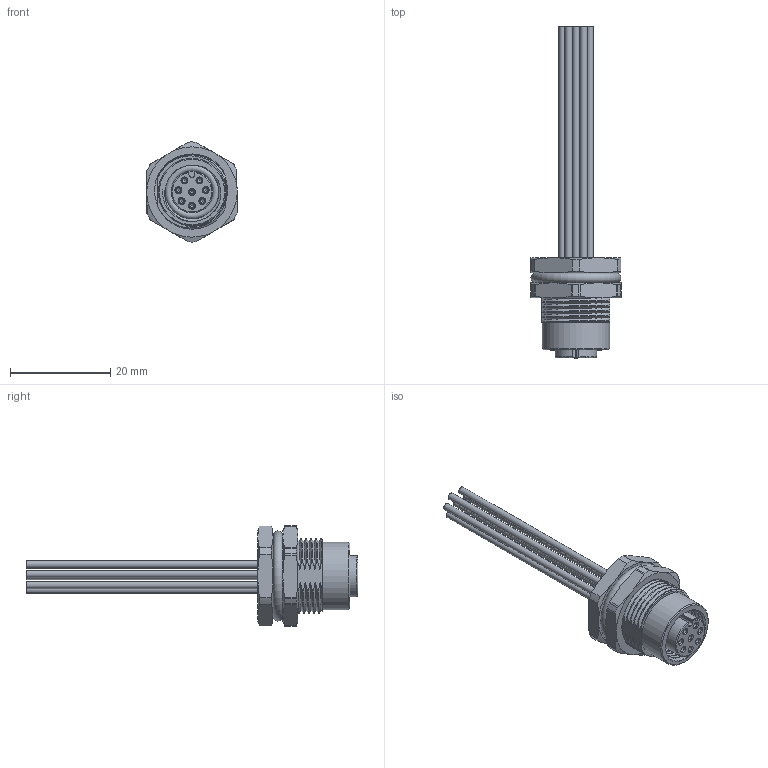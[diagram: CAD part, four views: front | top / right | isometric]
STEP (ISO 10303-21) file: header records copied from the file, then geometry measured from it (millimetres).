
FILE_DESCRIPTION(/* description */ ('Unknown'),/* implementation_level */ '2;1');
FILE_NAME(/* name */ '643462100608',/* time_stamp */ '2025-05-27T14:49:56+02:00',/* author */ ('Unknown'),/* organization */ ('Unknown'),/* preprocessor_version */ 'ST-DEVELOPER v19.4',/* originating_system */ 'Solid Edge',/* authorisation */ 'Unknown');
FILE_SCHEMA (('AUTOMOTIVE_DESIGN {1 0 10303 214 3 1 1}'));
Length unit declared in the file: millimetre
Products named in the file (17): 6434621006xx_With Cable; 6434621006xx; 6432601006xx_housing; 643260100608; 643xx01004xx_Seal_outer; 643xx01006xx_Nut; 643xx01004xx_Seal_inner; 643120100408_Pin; 6431601006xx_Glue; Wire 24AWG White; Wire 24AWG Brown; Wire 24AWG Green; Wire 24AWG Yellow; Wire 24AWG Red; Wire 24AWG Grey; Wire 24AWG Pink; Wire 24AWG Blue
Assembly tree (23 placements, depth 3):
  6434621006xx_With Cable
    6434621006xx
      6432601006xx_housing
      643260100608
      643xx01004xx_Seal_outer
      643xx01006xx_Nut
      643xx01004xx_Seal_inner
      643120100408_Pin  x8
      6431601006xx_Glue
    Wire 24AWG White
    Wire 24AWG Brown
    Wire 24AWG Green
    Wire 24AWG Yellow
    Wire 24AWG Red
    Wire 24AWG Grey
    Wire 24AWG Pink
    Wire 24AWG Blue
Bounding box: 18.07 x 66.37 x 20 mm (x, y, z)
Volume: 3913.9 mm3; surface area: 7675.7 mm2
Topology: 22 solids, 22 shells, 568 faces, 1407 edges, 929 vertices
Faces by surface type: plane 248, cylinder 184, cone 71, bspline 43, torus 22
Full cylindrical faces by diameter (mm): 0.61 x8, 0.8 x8, 0.85 x8, 1 x8, 1.4 x32, 1.42 x8, 1.45 x8, 1.5 x16, 1.6 x16, 8.3 x1, 8.74 x2, 9.14 x1, 9.25 x1, 10.58 x1, 10.72 x8, 11 x2, 11.1 x1, 13.5 x2
Entity records: 31369 total; most frequent: CARTESIAN_POINT 23588, ORIENTED_EDGE 1424, DIRECTION 1376, EDGE_CURVE 712, AXIS2_PLACEMENT_3D 572, VERTEX_POINT 518, FACE_BOUND 482, EDGE_LOOP 478
